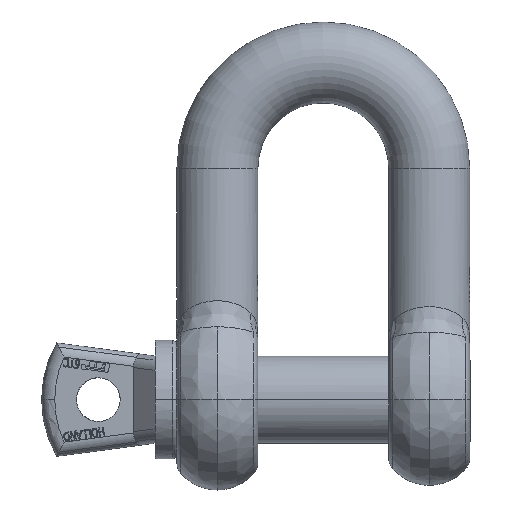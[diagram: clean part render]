
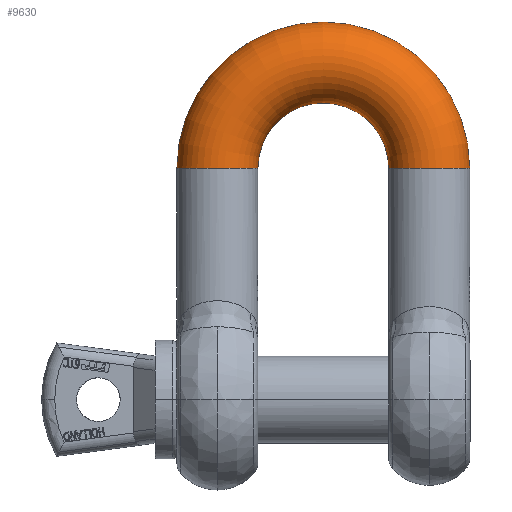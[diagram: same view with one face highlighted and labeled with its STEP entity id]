
A CAD part, top view. The second image highlights one B-rep face of the part: STEP entity #9630.
In plain terms, the highlighted toroidal (fillet/blend) face has major radius 85 mm and minor radius 32.5 mm.
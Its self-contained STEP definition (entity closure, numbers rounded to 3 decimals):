
#4564=AXIS2_PLACEMENT_3D('Circle Axis2P3D',#4562,#4563,$) ;
#6390=AXIS2_PLACEMENT_3D('Circle Axis2P3D',#6388,#6389,$) ;
#6404=AXIS2_PLACEMENT_3D('Circle Axis2P3D',#6402,#6403,$) ;
#9617=AXIS2_PLACEMENT_3D('Torus Axis2P3D',#9614,#9615,#9616) ;
#9621=AXIS2_PLACEMENT_3D('Circle Axis2P3D',#9619,#9620,$) ;
#3144=CARTESIAN_POINT('Vertex',(52.5,185.5,0.)) ;
#3151=CARTESIAN_POINT('Vertex',(117.5,185.5,0.)) ;
#4562=CARTESIAN_POINT('Axis2P3D Location',(85.,185.5,0.)) ;
#6388=CARTESIAN_POINT('Axis2P3D Location',(0.,185.5,0.)) ;
#6392=CARTESIAN_POINT('Vertex',(-52.5,185.5,0.)) ;
#6399=CARTESIAN_POINT('Vertex',(-117.5,185.5,0.)) ;
#6402=CARTESIAN_POINT('Axis2P3D Location',(0.,185.5,0.)) ;
#9614=CARTESIAN_POINT('Axis2P3D Location',(0.,185.5,0.)) ;
#9619=CARTESIAN_POINT('Axis2P3D Location',(-85.,185.5,0.)) ;
#4563=DIRECTION('Axis2P3D Direction',(0.,-1.,0.)) ;
#6389=DIRECTION('Axis2P3D Direction',(0.,0.,-1.)) ;
#6403=DIRECTION('Axis2P3D Direction',(0.,0.,-1.)) ;
#9615=DIRECTION('Axis2P3D Direction',(0.,0.,-1.)) ;
#9616=DIRECTION('Axis2P3D XDirection',(-1.,0.,0.)) ;
#9620=DIRECTION('Axis2P3D Direction',(0.,-1.,0.)) ;
#9625=ORIENTED_EDGE('',*,*,#6406,.F.) ;
#9626=ORIENTED_EDGE('',*,*,#9623,.F.) ;
#9627=ORIENTED_EDGE('',*,*,#6394,.F.) ;
#9628=ORIENTED_EDGE('',*,*,#4566,.T.) ;
#9630=ADVANCED_FACE('',(#9629),#9618,.T.) ;
#4565=CIRCLE('generated circle',#4564,32.5) ;
#6391=CIRCLE('generated circle',#6390,52.5) ;
#6405=CIRCLE('generated circle',#6404,117.5) ;
#9622=CIRCLE('generated circle',#9621,32.5) ;
#9618=TOROIDAL_SURFACE('homeo Torus',#9617,85.,32.5) ;
#4566=EDGE_CURVE('',#3145,#3152,#4565,.F.) ;
#6394=EDGE_CURVE('',#3145,#6393,#6391,.F.) ;
#6406=EDGE_CURVE('',#6400,#3152,#6405,.T.) ;
#9623=EDGE_CURVE('',#6393,#6400,#9622,.T.) ;
#9624=EDGE_LOOP('',(#9625,#9626,#9627,#9628)) ;
#9629=FACE_OUTER_BOUND('',#9624,.T.) ;
#3145=VERTEX_POINT('',#3144) ;
#3152=VERTEX_POINT('',#3151) ;
#6393=VERTEX_POINT('',#6392) ;
#6400=VERTEX_POINT('',#6399) ;
